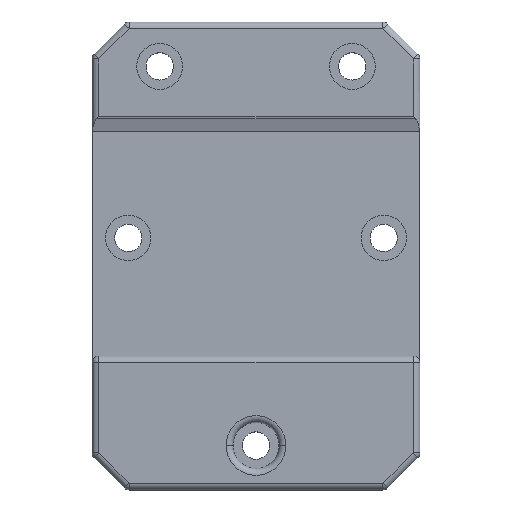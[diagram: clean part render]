
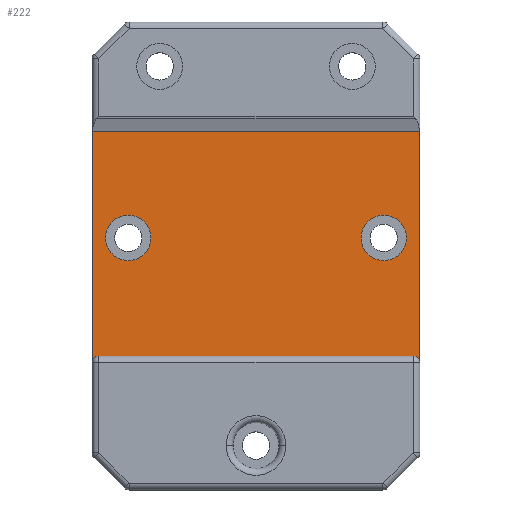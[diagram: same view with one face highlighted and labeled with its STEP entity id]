
A CAD part, top view. The second image highlights one B-rep face of the part: STEP entity #222.
In plain terms, the highlighted planar face has unit normal (0, 0, 1).
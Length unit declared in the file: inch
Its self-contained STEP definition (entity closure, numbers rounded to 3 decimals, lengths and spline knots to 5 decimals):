
#38 = FACE_OUTER_BOUND ( 'NONE', #2221, .T. ) ;
#41 = CARTESIAN_POINT ( 'NONE',  ( -0.94488, 0.79724, 0.16535 ) ) ;
#45 = CARTESIAN_POINT ( 'NONE',  ( 0.90551, -0.61614, 0.16535 ) ) ;
#61 = CIRCLE ( 'NONE', #464, 0.131 ) ;
#131 = CARTESIAN_POINT ( 'NONE',  ( 0.86722, 0.10433, 0.16535 ) ) ;
#142 = AXIS2_PLACEMENT_3D ( 'NONE', #1312, #777, #2168 ) ;
#168 = CARTESIAN_POINT ( 'NONE',  ( 0.94488, 0.79724, 0.16535 ) ) ;
#172 = DIRECTION ( 'NONE',  ( 1., 0., 0. ) ) ;
#222 = ADVANCED_FACE ( 'NONE', ( #1532, #1918, #38 ), #1186, .F. ) ;
#232 = LINE ( 'NONE', #1091, #1559 ) ;
#266 = DIRECTION ( 'NONE',  ( 1., 0., 0. ) ) ;
#339 = CARTESIAN_POINT ( 'NONE',  ( -0.94488, -0.61614, 0.16535 ) ) ;
#347 = VERTEX_POINT ( 'NONE', #41 ) ;
#352 = CARTESIAN_POINT ( 'NONE',  ( 0.94488, 0.79724, 0.16535 ) ) ;
#355 = VERTEX_POINT ( 'NONE', #1280 ) ;
#363 = EDGE_CURVE ( 'NONE', #2219, #347, #1026, .T. ) ;
#367 = DIRECTION ( 'NONE',  ( 0., 1., 0. ) ) ;
#410 = DIRECTION ( 'NONE',  ( 1., 0., 0. ) ) ;
#444 = VERTEX_POINT ( 'NONE', #1670 ) ;
#452 = CIRCLE ( 'NONE', #142, 0.03937 ) ;
#464 = AXIS2_PLACEMENT_3D ( 'NONE', #1815, #1302, #266 ) ;
#493 = ORIENTED_EDGE ( 'NONE', *, *, #677, .T. ) ;
#509 = EDGE_CURVE ( 'NONE', #347, #2226, #837, .T. ) ;
#534 = AXIS2_PLACEMENT_3D ( 'NONE', #558, #923, #743 ) ;
#558 = CARTESIAN_POINT ( 'NONE',  ( -0.73622, 0.10433, 0.16535 ) ) ;
#592 = ORIENTED_EDGE ( 'NONE', *, *, #1466, .T. ) ;
#617 = VECTOR ( 'NONE', #1846, 39.37008 ) ;
#652 = CARTESIAN_POINT ( 'NONE',  ( -0.60522, 0.10433, 0.16535 ) ) ;
#657 = DIRECTION ( 'NONE',  ( 0., 0., -1. ) ) ;
#673 = VERTEX_POINT ( 'NONE', #131 ) ;
#677 = EDGE_CURVE ( 'NONE', #355, #2226, #1137, .T. ) ;
#693 = EDGE_CURVE ( 'NONE', #673, #1185, #1272, .T. ) ;
#723 = VECTOR ( 'NONE', #767, 39.37008 ) ;
#741 = DIRECTION ( 'NONE',  ( 0., 1., 0. ) ) ;
#743 = DIRECTION ( 'NONE',  ( 1., 0., 0. ) ) ;
#767 = DIRECTION ( 'NONE',  ( 0., 1., 0. ) ) ;
#777 = DIRECTION ( 'NONE',  ( 0., 0., -1. ) ) ;
#785 = ORIENTED_EDGE ( 'NONE', *, *, #1977, .F. ) ;
#824 = EDGE_CURVE ( 'NONE', #1390, #355, #1698, .T. ) ;
#837 = LINE ( 'NONE', #2020, #617 ) ;
#842 = ORIENTED_EDGE ( 'NONE', *, *, #1858, .T. ) ;
#897 = VERTEX_POINT ( 'NONE', #1786 ) ;
#923 = DIRECTION ( 'NONE',  ( 0., 0., 1. ) ) ;
#999 = VECTOR ( 'NONE', #367, 39.37008 ) ;
#1010 = EDGE_LOOP ( 'NONE', ( #1116, #785 ) ) ;
#1021 = CIRCLE ( 'NONE', #534, 0.131 ) ;
#1026 = LINE ( 'NONE', #1276, #723 ) ;
#1029 = ORIENTED_EDGE ( 'NONE', *, *, #824, .T. ) ;
#1059 = CARTESIAN_POINT ( 'NONE',  ( 0.73622, 0.10433, 0.16535 ) ) ;
#1091 = CARTESIAN_POINT ( 'NONE',  ( -0.94488, -0.57677, 0.16535 ) ) ;
#1116 = ORIENTED_EDGE ( 'NONE', *, *, #693, .F. ) ;
#1137 = LINE ( 'NONE', #352, #999 ) ;
#1164 = AXIS2_PLACEMENT_3D ( 'NONE', #1341, #657, #1360 ) ;
#1169 = CIRCLE ( 'NONE', #1679, 0.131 ) ;
#1185 = VERTEX_POINT ( 'NONE', #1837 ) ;
#1186 = PLANE ( 'NONE',  #1164 ) ;
#1187 = DIRECTION ( 'NONE',  ( 0., 0., 1. ) ) ;
#1272 = CIRCLE ( 'NONE', #1766, 0.131 ) ;
#1276 = CARTESIAN_POINT ( 'NONE',  ( -0.94488, 0.79724, 0.16535 ) ) ;
#1280 = CARTESIAN_POINT ( 'NONE',  ( 0.94488, -0.61614, 0.16535 ) ) ;
#1302 = DIRECTION ( 'NONE',  ( 0., 0., 1. ) ) ;
#1312 = CARTESIAN_POINT ( 'NONE',  ( -0.90551, -0.61614, 0.16535 ) ) ;
#1316 = CARTESIAN_POINT ( 'NONE',  ( 0.73622, 0.10433, 0.16535 ) ) ;
#1341 = CARTESIAN_POINT ( 'NONE',  ( -0.94488, 0.79724, 0.16535 ) ) ;
#1360 = DIRECTION ( 'NONE',  ( 0., 1., 0. ) ) ;
#1361 = ORIENTED_EDGE ( 'NONE', *, *, #363, .F. ) ;
#1390 = VERTEX_POINT ( 'NONE', #1793 ) ;
#1418 = AXIS2_PLACEMENT_3D ( 'NONE', #45, #2105, #741 ) ;
#1466 = EDGE_CURVE ( 'NONE', #2219, #897, #452, .T. ) ;
#1532 = FACE_BOUND ( 'NONE', #1010, .T. ) ;
#1559 = VECTOR ( 'NONE', #410, 39.37008 ) ;
#1577 = ORIENTED_EDGE ( 'NONE', *, *, #509, .F. ) ;
#1670 = CARTESIAN_POINT ( 'NONE',  ( -0.86722, 0.10433, 0.16535 ) ) ;
#1679 = AXIS2_PLACEMENT_3D ( 'NONE', #1316, #1187, #1693 ) ;
#1693 = DIRECTION ( 'NONE',  ( 1., 0., 0. ) ) ;
#1698 = CIRCLE ( 'NONE', #1418, 0.03937 ) ;
#1734 = EDGE_LOOP ( 'NONE', ( #1739, #2125 ) ) ;
#1739 = ORIENTED_EDGE ( 'NONE', *, *, #1759, .F. ) ;
#1757 = DIRECTION ( 'NONE',  ( 0., 0., 1. ) ) ;
#1759 = EDGE_CURVE ( 'NONE', #1991, #444, #1021, .T. ) ;
#1766 = AXIS2_PLACEMENT_3D ( 'NONE', #1059, #1757, #172 ) ;
#1786 = CARTESIAN_POINT ( 'NONE',  ( -0.90551, -0.57677, 0.16535 ) ) ;
#1793 = CARTESIAN_POINT ( 'NONE',  ( 0.90551, -0.57677, 0.16535 ) ) ;
#1815 = CARTESIAN_POINT ( 'NONE',  ( -0.73622, 0.10433, 0.16535 ) ) ;
#1837 = CARTESIAN_POINT ( 'NONE',  ( 0.60522, 0.10433, 0.16535 ) ) ;
#1846 = DIRECTION ( 'NONE',  ( 1., 0., 0. ) ) ;
#1858 = EDGE_CURVE ( 'NONE', #897, #1390, #232, .T. ) ;
#1915 = EDGE_CURVE ( 'NONE', #444, #1991, #61, .T. ) ;
#1918 = FACE_BOUND ( 'NONE', #1734, .T. ) ;
#1977 = EDGE_CURVE ( 'NONE', #1185, #673, #1169, .T. ) ;
#1991 = VERTEX_POINT ( 'NONE', #652 ) ;
#2020 = CARTESIAN_POINT ( 'NONE',  ( -0.94488, 0.79724, 0.16535 ) ) ;
#2105 = DIRECTION ( 'NONE',  ( 0., 0., -1. ) ) ;
#2125 = ORIENTED_EDGE ( 'NONE', *, *, #1915, .F. ) ;
#2168 = DIRECTION ( 'NONE',  ( 0., 1., 0. ) ) ;
#2219 = VERTEX_POINT ( 'NONE', #339 ) ;
#2221 = EDGE_LOOP ( 'NONE', ( #493, #1577, #1361, #592, #842, #1029 ) ) ;
#2226 = VERTEX_POINT ( 'NONE', #168 ) ;
